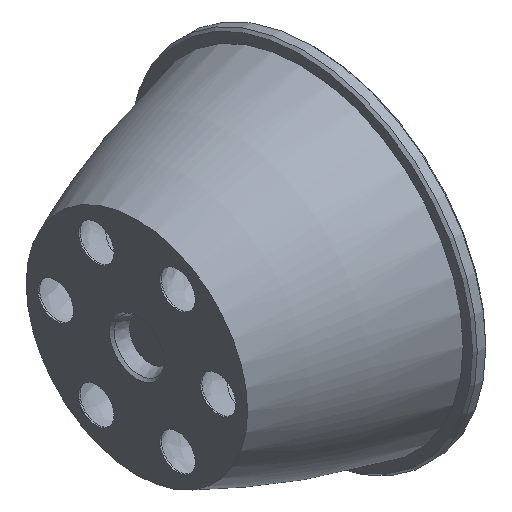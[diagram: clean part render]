
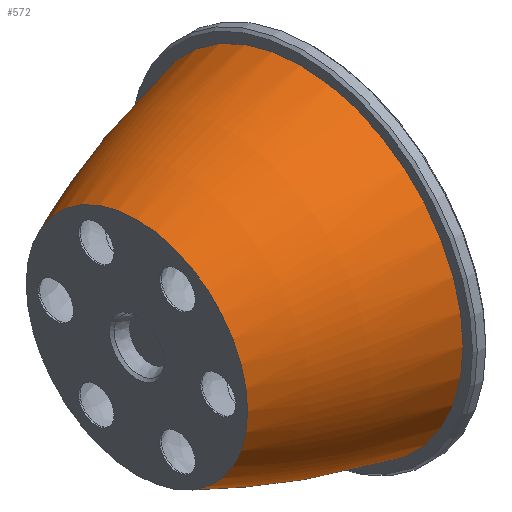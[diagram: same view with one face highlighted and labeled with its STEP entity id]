
A CAD part, isometric view. The second image highlights one B-rep face of the part: STEP entity #572.
In plain terms, the highlighted toroidal (fillet/blend) face has major radius 232.88 mm and minor radius 294.12 mm.
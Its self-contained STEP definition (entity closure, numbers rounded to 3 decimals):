
#472=CARTESIAN_POINT('',(-60.,37.5,0.0));
#473=VERTEX_POINT('',#472);
#474=CARTESIAN_POINT('',(-60.,0.,0.0));
#475=DIRECTION('',(1.0,0.,0.0));
#476=DIRECTION('',(0.,1.0,0.0));
#477=AXIS2_PLACEMENT_3D('',#474,#475,#476);
#478=CIRCLE('',#477,37.5);
#479=EDGE_CURVE('',#473,#473,#478,.T.);
#553=CARTESIAN_POINT('',(55.764,0.,0.0));
#554=DIRECTION('',(1.0,0.,0.0));
#555=DIRECTION('',(0.,1.0,0.0));
#556=AXIS2_PLACEMENT_3D('',#553,#554,#555);
#557=TOROIDAL_SURFACE('',#556,-232.88,294.12);
#558=CARTESIAN_POINT('',(-4.5,55.,0.0));
#559=VERTEX_POINT('',#558);
#560=CARTESIAN_POINT('',(-4.5,0.,0.0));
#561=DIRECTION('',(1.0,0.,0.0));
#562=DIRECTION('',(0.,1.0,0.0));
#563=AXIS2_PLACEMENT_3D('',#560,#561,#562);
#564=CIRCLE('',#563,55.);
#565=EDGE_CURVE('',#559,#559,#564,.T.);
#566=ORIENTED_EDGE('',*,*,#565,.F.);
#567=EDGE_LOOP('',(#566));
#568=FACE_BOUND('',#567,.T.);
#569=ORIENTED_EDGE('',*,*,#479,.T.);
#570=EDGE_LOOP('',(#569));
#571=FACE_BOUND('',#570,.T.);
#572=ADVANCED_FACE('',(#568,#571),#557,.T.);
